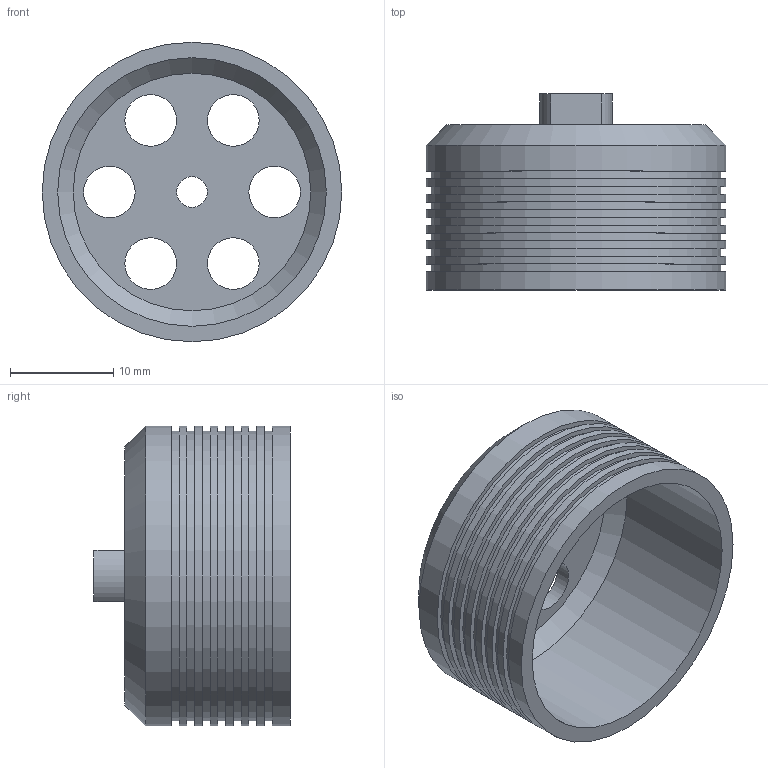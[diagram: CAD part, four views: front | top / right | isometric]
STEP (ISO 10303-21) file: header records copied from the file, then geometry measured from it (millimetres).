
FILE_DESCRIPTION(/* description */ (''),/* implementation_level */ '2;1');
FILE_NAME(/* name */ 'Coaxialmotor_up_ipt_c4dcded6.STEP',/* time_stamp */ '2020-09-04T09:10:54+08:00',/* author */ ('Lvzongyang'),/* organization */ (''),/* preprocessor_version */ 'ST-DEVELOPER v15.6',/* originating_system */ 'Autodesk Inventor 2015',/* authorisation */ '');
FILE_SCHEMA (('AUTOMOTIVE_DESIGN { 1 0 10303 214 3 1 1 }'));
Length unit declared in the file: millimetre
Products named in the file (1): Coaxialmotor_up
Bounding box: 29 x 19 x 29 mm (x, y, z)
Volume: 2432.9 mm3; surface area: 4389.9 mm2
Topology: 1 solids, 1 shells, 51 faces, 91 edges, 60 vertices
Faces by surface type: cylinder 27, plane 22, cone 2
Full cylindrical faces by diameter (mm): 2 x2, 3 x1, 5 x6, 26 x1, 28 x7, 29 x8
Entity records: 1230 total; most frequent: DIRECTION 224, CARTESIAN_POINT 176, ORIENTED_EDGE 128, EDGE_LOOP 110, AXIS2_PLACEMENT_3D 108, EDGE_CURVE 64, VERTEX_POINT 60, FACE_BOUND 59
